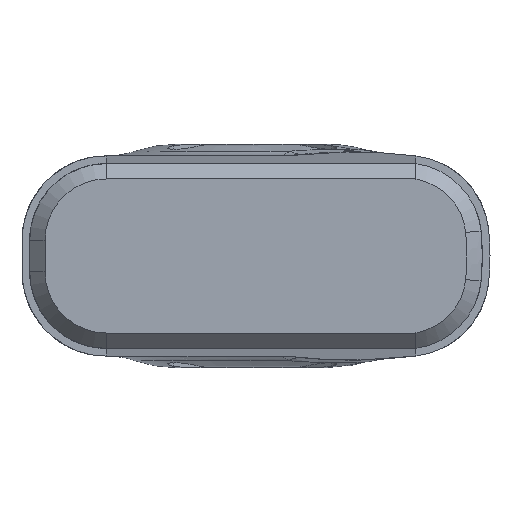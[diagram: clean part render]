
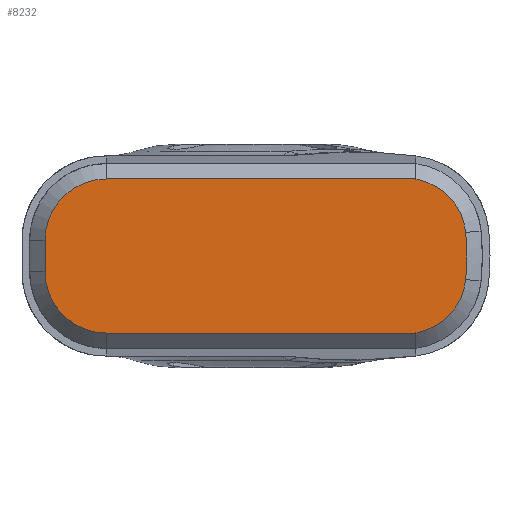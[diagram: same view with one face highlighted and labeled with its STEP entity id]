
A CAD part, front view. The second image highlights one B-rep face of the part: STEP entity #8232.
In plain terms, the highlighted planar face has unit normal (0, -1, 0).
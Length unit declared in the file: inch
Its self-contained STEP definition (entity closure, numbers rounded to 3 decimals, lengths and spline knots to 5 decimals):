
#104=PLANE('',#8775);
#387=LINE('',#12860,#790);
#390=LINE('',#12870,#793);
#394=LINE('',#12880,#797);
#396=LINE('',#12884,#799);
#397=LINE('',#12894,#800);
#790=VECTOR('',#9618,0.3937);
#793=VECTOR('',#9629,0.3937);
#797=VECTOR('',#9639,0.3937);
#799=VECTOR('',#9643,0.3937);
#800=VECTOR('',#9648,0.3937);
#1241=FACE_OUTER_BOUND('',#1747,.T.);
#1747=EDGE_LOOP('',(#5206,#5207,#5208,#5209,#5210,#5211,#5212,#5213,#5214,
#5215));
#2252=B_SPLINE_CURVE_WITH_KNOTS('',3,(#12888,#12889,#12890,#12891),
 .UNSPECIFIED.,.F.,.F.,(4,4),(-0.02214,0.02214),
 .UNSPECIFIED.);
#2653=CIRCLE('',#8769,0.31496);
#2655=CIRCLE('',#8773,0.31496);
#2656=CIRCLE('',#8776,0.30906);
#2657=CIRCLE('',#8777,0.30906);
#3106=VERTEX_POINT('',#12853);
#3109=VERTEX_POINT('',#12858);
#3111=VERTEX_POINT('',#12863);
#3112=VERTEX_POINT('',#12868);
#3113=VERTEX_POINT('',#12873);
#3115=VERTEX_POINT('',#12878);
#3116=VERTEX_POINT('',#12883);
#3117=VERTEX_POINT('',#12885);
#3118=VERTEX_POINT('',#12887);
#3119=VERTEX_POINT('',#12892);
#3886=EDGE_CURVE('',#3109,#3106,#387,.T.);
#3888=EDGE_CURVE('',#3111,#3109,#2653,.T.);
#3891=EDGE_CURVE('',#3112,#3111,#390,.T.);
#3894=EDGE_CURVE('',#3113,#3112,#2655,.T.);
#3896=EDGE_CURVE('',#3115,#3113,#394,.T.);
#3898=EDGE_CURVE('',#3115,#3116,#396,.T.);
#3899=EDGE_CURVE('',#3117,#3116,#2656,.T.);
#3900=EDGE_CURVE('',#3118,#3117,#2252,.T.);
#3901=EDGE_CURVE('',#3119,#3118,#2657,.T.);
#3902=EDGE_CURVE('',#3119,#3106,#397,.T.);
#5206=ORIENTED_EDGE('',*,*,#3886,.F.);
#5207=ORIENTED_EDGE('',*,*,#3888,.F.);
#5208=ORIENTED_EDGE('',*,*,#3891,.F.);
#5209=ORIENTED_EDGE('',*,*,#3894,.F.);
#5210=ORIENTED_EDGE('',*,*,#3896,.F.);
#5211=ORIENTED_EDGE('',*,*,#3898,.T.);
#5212=ORIENTED_EDGE('',*,*,#3899,.F.);
#5213=ORIENTED_EDGE('',*,*,#3900,.F.);
#5214=ORIENTED_EDGE('',*,*,#3901,.F.);
#5215=ORIENTED_EDGE('',*,*,#3902,.T.);
#8232=ADVANCED_FACE('',(#1241),#104,.T.);
#8769=AXIS2_PLACEMENT_3D('',#12865,#9622,#9623);
#8773=AXIS2_PLACEMENT_3D('',#12875,#9634,#9635);
#8775=AXIS2_PLACEMENT_3D('',#12882,#9641,#9642);
#8776=AXIS2_PLACEMENT_3D('',#12886,#9644,#9645);
#8777=AXIS2_PLACEMENT_3D('',#12893,#9646,#9647);
#9618=DIRECTION('',(1.,0.,0.));
#9622=DIRECTION('center_axis',(0.,1.,0.));
#9623=DIRECTION('ref_axis',(0.,0.,1.));
#9629=DIRECTION('',(0.,0.,1.));
#9634=DIRECTION('center_axis',(0.,1.,0.));
#9635=DIRECTION('ref_axis',(-1.,0.,0.));
#9639=DIRECTION('',(-1.,0.,0.));
#9641=DIRECTION('center_axis',(0.,-1.,0.));
#9642=DIRECTION('ref_axis',(0.,0.,-1.));
#9643=DIRECTION('',(0.,0.,1.));
#9644=DIRECTION('center_axis',(0.,1.,0.));
#9645=DIRECTION('ref_axis',(0.135,0.,-0.991));
#9646=DIRECTION('center_axis',(0.,1.,0.));
#9647=DIRECTION('ref_axis',(0.995,0.,0.102));
#9648=DIRECTION('',(0.,0.,1.));
#12853=CARTESIAN_POINT('',(0.33111,-0.23622,0.39497));
#12858=CARTESIAN_POINT('',(-1.25502,-0.23622,0.39497));
#12860=CARTESIAN_POINT('',(-0.07881,-0.23622,0.39497));
#12863=CARTESIAN_POINT('',(-1.56998,-0.23622,0.08));
#12865=CARTESIAN_POINT('Origin',(-1.25502,-0.23622,0.08));
#12868=CARTESIAN_POINT('',(-1.56998,-0.23622,-0.08));
#12870=CARTESIAN_POINT('',(-1.56998,-0.23622,0.04));
#12873=CARTESIAN_POINT('',(-1.25502,-0.23622,-0.39497));
#12875=CARTESIAN_POINT('Origin',(-1.25502,-0.23622,-0.08));
#12878=CARTESIAN_POINT('',(0.33111,-0.23622,-0.39497));
#12880=CARTESIAN_POINT('',(-0.87187,-0.23622,-0.39497));
#12882=CARTESIAN_POINT('Origin',(-0.48873,-0.23622,0.));
#12883=CARTESIAN_POINT('',(0.33111,-0.23622,-0.39373));
#12884=CARTESIAN_POINT('',(0.33111,-0.23622,-0.23685));
#12885=CARTESIAN_POINT('',(0.58634,-0.23622,-0.12061));
#12886=CARTESIAN_POINT('Origin',(0.2789,-0.23622,-0.08911));
#12887=CARTESIAN_POINT('',(0.58634,-0.23622,0.12061));
#12888=CARTESIAN_POINT('Ctrl Pts',(0.58634,-0.23622,
0.12061));
#12889=CARTESIAN_POINT('Ctrl Pts',(0.59458,-0.23622,
0.04016));
#12890=CARTESIAN_POINT('Ctrl Pts',(0.59458,-0.23622,
-0.04016));
#12891=CARTESIAN_POINT('Ctrl Pts',(0.58634,-0.23622,
-0.12061));
#12892=CARTESIAN_POINT('',(0.33111,-0.23622,0.39373));
#12893=CARTESIAN_POINT('Origin',(0.2789,-0.23622,0.08911));
#12894=CARTESIAN_POINT('',(0.33111,-0.23622,0.23669));
